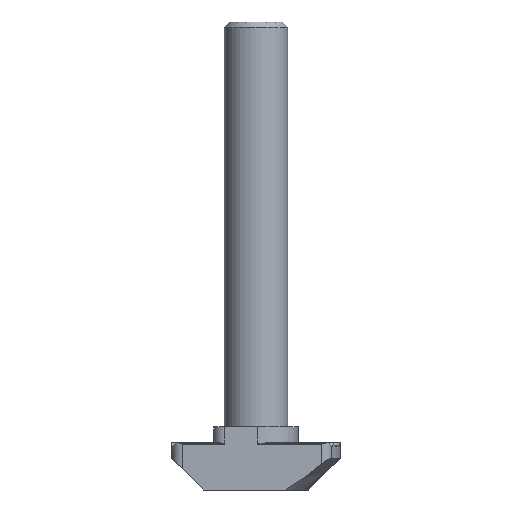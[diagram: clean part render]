
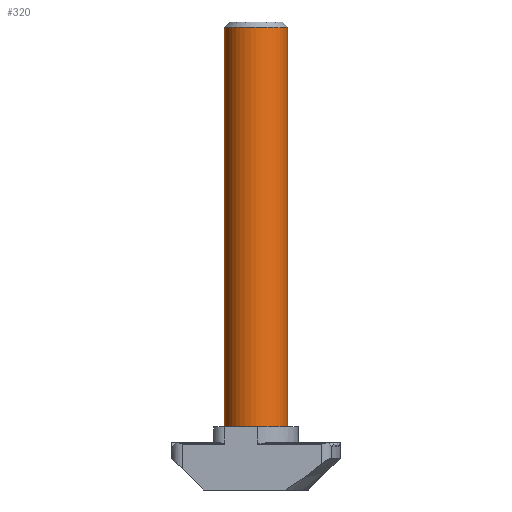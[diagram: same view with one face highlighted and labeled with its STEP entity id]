
A CAD part, front view. The second image highlights one B-rep face of the part: STEP entity #320.
In plain terms, the highlighted cylindrical face has radius 3 mm (diameter 6 mm), a partial arc.
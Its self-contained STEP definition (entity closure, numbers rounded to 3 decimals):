
#320=ADVANCED_FACE('NONE',(#635),#636,.T.);
#635=FACE_OUTER_BOUND('',#941,.T.);
#636=CYLINDRICAL_SURFACE('',#942,3.0);
#941=EDGE_LOOP('',(#1896,#1897,#1898,#1899));
#942=AXIS2_PLACEMENT_3D('',#1900,#1901,#1902);
#1896=ORIENTED_EDGE('',*,*,#1996,.F.);
#1897=ORIENTED_EDGE('',*,*,#2282,.T.);
#1898=ORIENTED_EDGE('',*,*,#1998,.T.);
#1899=ORIENTED_EDGE('',*,*,#2012,.T.);
#1900=CARTESIAN_POINT('',(0.0,0.0,-0.769));
#1901=DIRECTION('',(0.0,0.0,1.0));
#1902=DIRECTION('',(-1.0,0.0,0.0));
#1996=EDGE_CURVE('NONE',#2449,#2451,#2452,.T.);
#1998=EDGE_CURVE('NONE',#2448,#2453,#2455,.T.);
#2012=EDGE_CURVE('NONE',#2453,#2451,#2479,.T.);
#2282=EDGE_CURVE('NONE',#2449,#2448,#2848,.T.);
#2448=VERTEX_POINT('NONE',#3320);
#2449=VERTEX_POINT('NONE',#3321);
#2451=VERTEX_POINT('NONE',#3323);
#2452=LINE('',#3324,#3325);
#2453=VERTEX_POINT('NONE',#3326);
#2455=LINE('',#3328,#3329);
#2479=CIRCLE('',#3359,3.0);
#2848=CIRCLE('',#4639,3.);
#3320=CARTESIAN_POINT('',(-3.,0.0,44.0));
#3321=CARTESIAN_POINT('',(3.,0.,44.0));
#3323=CARTESIAN_POINT('',(3.0,0.,6.0));
#3324=CARTESIAN_POINT('',(3.0,0.,-0.769));
#3325=VECTOR('',#4717,1000.0);
#3326=CARTESIAN_POINT('',(-3.0,0.0,6.0));
#3328=CARTESIAN_POINT('',(-3.0,0.0,-0.769));
#3329=VECTOR('',#4721,1000.0);
#3359=AXIS2_PLACEMENT_3D('',#4743,#4744,#4745);
#4639=AXIS2_PLACEMENT_3D('',#4893,#4894,#4895);
#4717=DIRECTION('',(-0.0,-0.0,-1.0));
#4721=DIRECTION('',(-0.0,-0.0,-1.0));
#4743=CARTESIAN_POINT('',(0.0,0.0,6.0));
#4744=DIRECTION('',(0.0,0.0,1.0));
#4745=DIRECTION('',(-1.0,0.0,0.0));
#4893=CARTESIAN_POINT('',(0.0,0.0,44.0));
#4894=DIRECTION('',(0.0,0.0,-1.0));
#4895=DIRECTION('',(-1.0,0.0,0.0));
